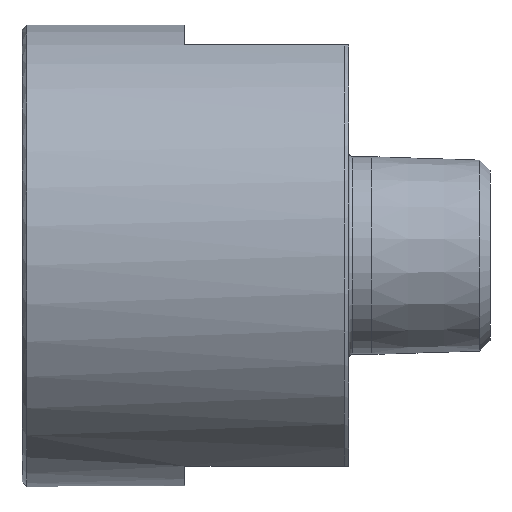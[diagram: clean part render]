
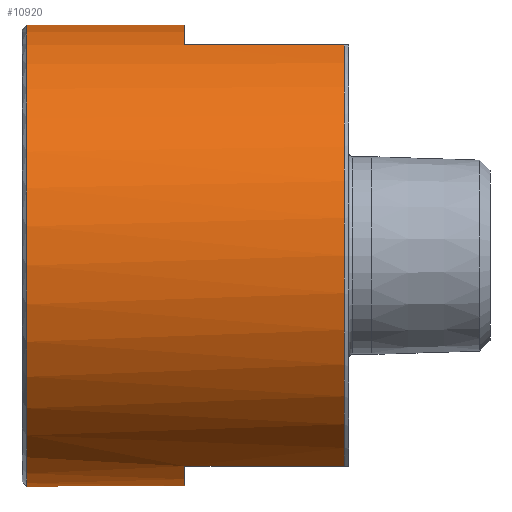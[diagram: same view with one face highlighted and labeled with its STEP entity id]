
A CAD part, front view. The second image highlights one B-rep face of the part: STEP entity #10920.
In plain terms, the highlighted cylindrical face has radius 19.75 mm (diameter 39.5 mm), a full revolution.
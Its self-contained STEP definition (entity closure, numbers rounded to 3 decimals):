
#122 = CIRCLE ( 'NONE', #10174, 19.75 ) ;
#404 = DIRECTION ( 'NONE',  ( 0., 0., 1. ) ) ;
#544 = DIRECTION ( 'NONE',  ( 0., 0., -1. ) ) ;
#614 = AXIS2_PLACEMENT_3D ( 'NONE', #5362, #14775, #10914 ) ;
#701 = EDGE_CURVE ( 'NONE', #2545, #13951, #122, .T. ) ;
#1113 = DIRECTION ( 'NONE',  ( 0., 0., 1. ) ) ;
#1180 = VERTEX_POINT ( 'NONE', #15681 ) ;
#1349 = EDGE_CURVE ( 'NONE', #8968, #13951, #16484, .T. ) ;
#1577 = AXIS2_PLACEMENT_3D ( 'NONE', #9826, #15553, #404 ) ;
#2463 = CARTESIAN_POINT ( 'NONE',  ( 0., 8.128, -18. ) ) ;
#2526 = ORIENTED_EDGE ( 'NONE', *, *, #701, .T. ) ;
#2545 = VERTEX_POINT ( 'NONE', #5682 ) ;
#2583 = CARTESIAN_POINT ( 'NONE',  ( 27.53, -8.128, -18. ) ) ;
#3041 = AXIS2_PLACEMENT_3D ( 'NONE', #9448, #8115, #1113 ) ;
#3182 = LINE ( 'NONE', #4803, #10056 ) ;
#3324 = CIRCLE ( 'NONE', #3041, 19.75 ) ;
#3577 = CARTESIAN_POINT ( 'NONE',  ( 27.53, 8.128, 18. ) ) ;
#3726 = FACE_OUTER_BOUND ( 'NONE', #16909, .T. ) ;
#4099 = ORIENTED_EDGE ( 'NONE', *, *, #8222, .T. ) ;
#4185 = DIRECTION ( 'NONE',  ( -1., 0., 0. ) ) ;
#4279 = CARTESIAN_POINT ( 'NONE',  ( 0., 8.128, 18. ) ) ;
#4772 = CARTESIAN_POINT ( 'NONE',  ( 0.4, 0., -19.75 ) ) ;
#4803 = CARTESIAN_POINT ( 'NONE',  ( 0., -8.128, -18. ) ) ;
#4815 = ORIENTED_EDGE ( 'NONE', *, *, #7709, .T. ) ;
#4843 = EDGE_CURVE ( 'NONE', #16413, #2545, #5512, .T. ) ;
#4887 = EDGE_CURVE ( 'NONE', #8968, #7670, #3324, .T. ) ;
#5046 = AXIS2_PLACEMENT_3D ( 'NONE', #11984, #14678, #17454 ) ;
#5282 = ORIENTED_EDGE ( 'NONE', *, *, #9126, .F. ) ;
#5362 = CARTESIAN_POINT ( 'NONE',  ( 13.93, 0., 0. ) ) ;
#5391 = VERTEX_POINT ( 'NONE', #2583 ) ;
#5512 = LINE ( 'NONE', #9639, #12785 ) ;
#5682 = CARTESIAN_POINT ( 'NONE',  ( 13.93, -8.128, 18. ) ) ;
#6153 = DIRECTION ( 'NONE',  ( -1., 0., 0. ) ) ;
#6435 = LINE ( 'NONE', #2463, #9233 ) ;
#6490 = DIRECTION ( 'NONE',  ( 0., 0., -1. ) ) ;
#6851 = DIRECTION ( 'NONE',  ( -1., 0., 0. ) ) ;
#7670 = VERTEX_POINT ( 'NONE', #11092 ) ;
#7709 = EDGE_CURVE ( 'NONE', #5391, #16413, #9295, .T. ) ;
#8115 = DIRECTION ( 'NONE',  ( -1., 0., 0. ) ) ;
#8222 = EDGE_CURVE ( 'NONE', #7670, #13245, #6435, .T. ) ;
#8633 = CIRCLE ( 'NONE', #614, 19.75 ) ;
#8945 = AXIS2_PLACEMENT_3D ( 'NONE', #13996, #11144, #544 ) ;
#8968 = VERTEX_POINT ( 'NONE', #3577 ) ;
#9126 = EDGE_CURVE ( 'NONE', #5391, #1180, #3182, .T. ) ;
#9194 = CYLINDRICAL_SURFACE ( 'NONE', #5046, 19.75 ) ;
#9233 = VECTOR ( 'NONE', #17286, 1000. ) ;
#9295 = CIRCLE ( 'NONE', #1577, 19.75 ) ;
#9448 = CARTESIAN_POINT ( 'NONE',  ( 27.53, 0., 0. ) ) ;
#9531 = VECTOR ( 'NONE', #4185, 1000. ) ;
#9639 = CARTESIAN_POINT ( 'NONE',  ( 0., -8.128, 18. ) ) ;
#9760 = ORIENTED_EDGE ( 'NONE', *, *, #13956, .T. ) ;
#9826 = CARTESIAN_POINT ( 'NONE',  ( 27.53, 0., 0. ) ) ;
#10056 = VECTOR ( 'NONE', #6153, 1000. ) ;
#10174 = AXIS2_PLACEMENT_3D ( 'NONE', #14909, #10703, #6490 ) ;
#10560 = FACE_OUTER_BOUND ( 'NONE', #13385, .T. ) ;
#10703 = DIRECTION ( 'NONE',  ( -1., 0., 0. ) ) ;
#10914 = DIRECTION ( 'NONE',  ( 0., 0., -1. ) ) ;
#10920 = ADVANCED_FACE ( 'NONE', ( #10560, #3726 ), #9194, .T. ) ;
#11092 = CARTESIAN_POINT ( 'NONE',  ( 27.53, 8.128, -18. ) ) ;
#11144 = DIRECTION ( 'NONE',  ( 1., 0., 0. ) ) ;
#11156 = ORIENTED_EDGE ( 'NONE', *, *, #4843, .T. ) ;
#11984 = CARTESIAN_POINT ( 'NONE',  ( 0., 0., 0. ) ) ;
#12327 = ORIENTED_EDGE ( 'NONE', *, *, #1349, .F. ) ;
#12384 = CIRCLE ( 'NONE', #8945, 19.75 ) ;
#12785 = VECTOR ( 'NONE', #6851, 1000. ) ;
#12835 = ORIENTED_EDGE ( 'NONE', *, *, #4887, .T. ) ;
#12836 = CARTESIAN_POINT ( 'NONE',  ( 13.93, 8.128, 18. ) ) ;
#13245 = VERTEX_POINT ( 'NONE', #17128 ) ;
#13385 = EDGE_LOOP ( 'NONE', ( #9760 ) ) ;
#13951 = VERTEX_POINT ( 'NONE', #12836 ) ;
#13956 = EDGE_CURVE ( 'NONE', #14354, #14354, #12384, .T. ) ;
#13996 = CARTESIAN_POINT ( 'NONE',  ( 0.4, 0., 0. ) ) ;
#14354 = VERTEX_POINT ( 'NONE', #4772 ) ;
#14678 = DIRECTION ( 'NONE',  ( -1., 0., 0. ) ) ;
#14775 = DIRECTION ( 'NONE',  ( -1., 0., 0. ) ) ;
#14909 = CARTESIAN_POINT ( 'NONE',  ( 13.93, 0., 0. ) ) ;
#15107 = ORIENTED_EDGE ( 'NONE', *, *, #16859, .T. ) ;
#15553 = DIRECTION ( 'NONE',  ( -1., 0., 0. ) ) ;
#15681 = CARTESIAN_POINT ( 'NONE',  ( 13.93, -8.128, -18. ) ) ;
#15693 = CARTESIAN_POINT ( 'NONE',  ( 27.53, -8.128, 18. ) ) ;
#16413 = VERTEX_POINT ( 'NONE', #15693 ) ;
#16484 = LINE ( 'NONE', #4279, #9531 ) ;
#16859 = EDGE_CURVE ( 'NONE', #13245, #1180, #8633, .T. ) ;
#16909 = EDGE_LOOP ( 'NONE', ( #12327, #12835, #4099, #15107, #5282, #4815, #11156, #2526 ) ) ;
#17128 = CARTESIAN_POINT ( 'NONE',  ( 13.93, 8.128, -18. ) ) ;
#17286 = DIRECTION ( 'NONE',  ( -1., 0., 0. ) ) ;
#17454 = DIRECTION ( 'NONE',  ( 0., 0., 1. ) ) ;
